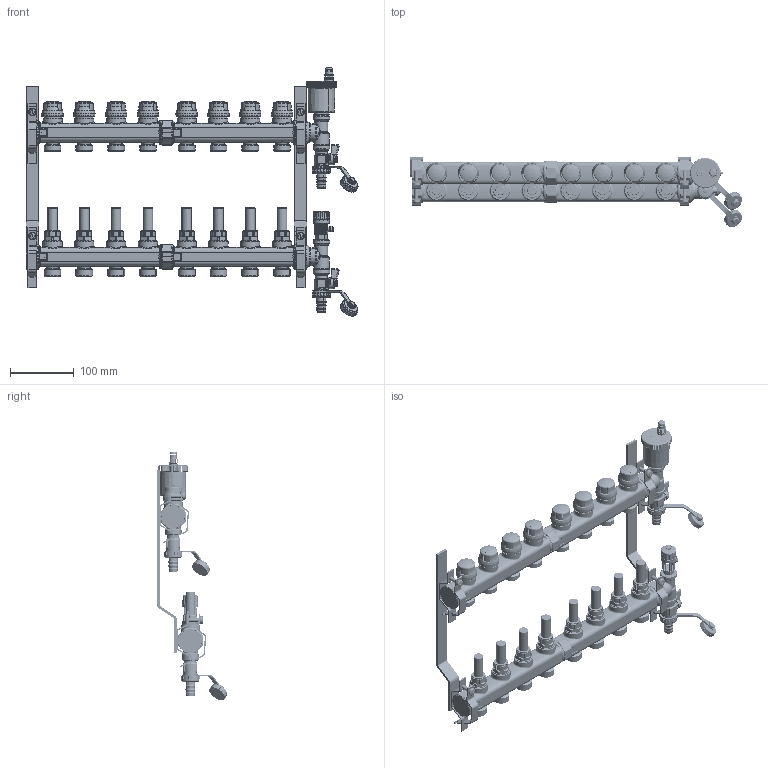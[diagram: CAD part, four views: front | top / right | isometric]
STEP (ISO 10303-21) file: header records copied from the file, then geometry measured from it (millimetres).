
FILE_DESCRIPTION(('CATIA V5 STEP Exchange'),'2;1');
FILE_NAME('STEP_6656H1_-_TST.stp','2018-02-27T13:03:52+00:00',('none'),('none'),'CATIA Version 5-6 Release 2016 SP4','CATIA V5 STEP AP203','none');
FILE_SCHEMA(('CONFIG_CONTROL_DESIGN'));
Products named in the file (1): _6656h10001_sw0001
Bounding box: 521.65 x 109.97 x 390.35 mm (x, y, z)
Surface area: 324716.2 mm2 (no closed solid volume)
Topology: 0 solids, 223 shells, 4768 faces, 15539 edges, 10368 vertices
Faces by surface type: cylinder 1384, bspline 984, plane 939, torus 777, cone 367, sphere 317
Entity records: 223943 total; most frequent: CARTESIAN_POINT 113555, ORIENTED_EDGE 24904, DIRECTION 15895, EDGE_CURVE 15335, VERTEX_POINT 10368, AXIS2_PLACEMENT_3D 8117, B_SPLINE_CURVE_WITH_KNOTS 5187, ADVANCED_FACE 4768
